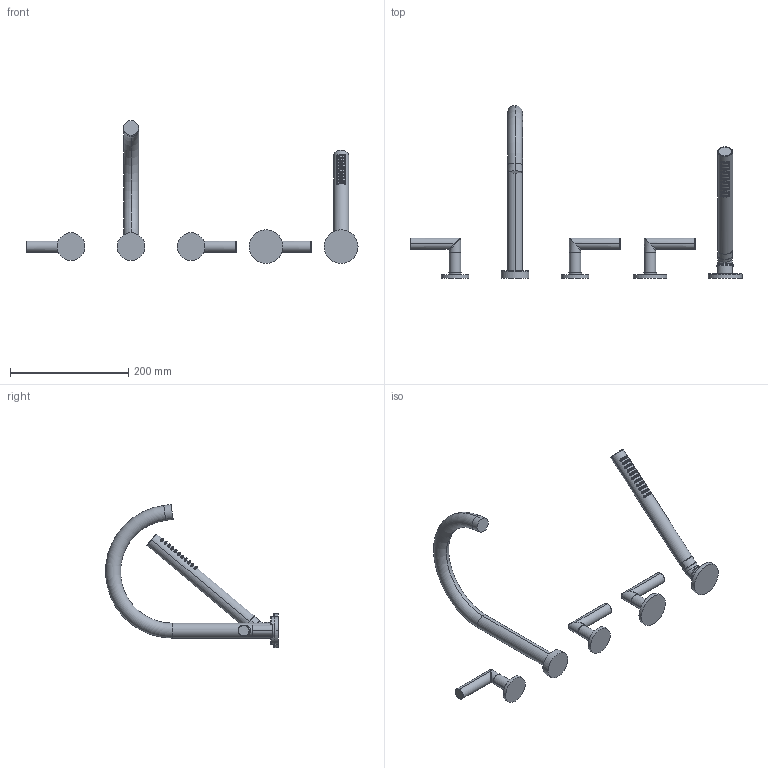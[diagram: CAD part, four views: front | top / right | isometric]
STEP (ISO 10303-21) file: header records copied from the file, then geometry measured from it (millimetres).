
FILE_DESCRIPTION((''),'2;1');
FILE_NAME('3-3107_SW0001','2021-03-22T14:31:54',('jinson.thomas'),(''),'CREO PARAMETRIC BY PTC INC, 2018400','CREO PARAMETRIC BY PTC INC, 2018400','');
FILE_SCHEMA(('CONFIG_CONTROL_DESIGN'));
Length unit declared in the file: inch
Products named in the file (1): 3-3107_SW0001
Bounding box: 561.98 x 292.21 x 242.19 mm (x, y, z)
Volume: 567449.8 mm3; surface area: 113040.6 mm2
Topology: 5 solids, 5 shells, 891 faces, 1916 edges, 1146 vertices
Faces by surface type: bspline 548, cylinder 268, plane 41, torus 34
Entity records: 84183 total; most frequent: CARTESIAN_POINT 68670, ORIENTED_EDGE 3832, EDGE_CURVE 1916, DIRECTION 1878, VERTEX_POINT 1146, B_SPLINE_CURVE_WITH_KNOTS 1080, EDGE_LOOP 1002, FACE_OUTER_BOUND 891
